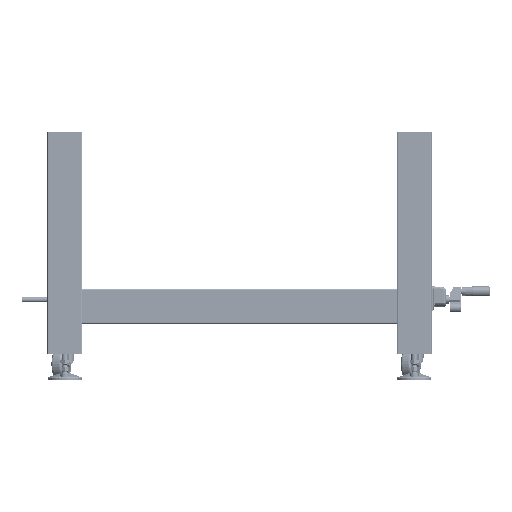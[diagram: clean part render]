
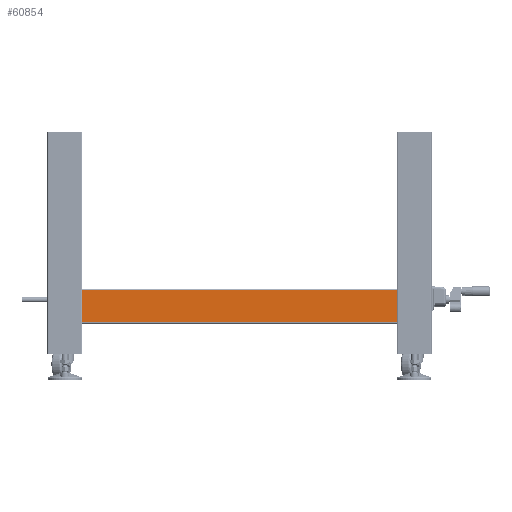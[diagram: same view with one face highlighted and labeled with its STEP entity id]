
A CAD part, front view. The second image highlights one B-rep face of the part: STEP entity #60854.
In plain terms, the highlighted face is planar.
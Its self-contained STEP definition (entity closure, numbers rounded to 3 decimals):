
#3512=PLANE('',#80974);
#8662=LINE('',#126216,#14368);
#8663=LINE('',#126220,#14369);
#8664=LINE('',#126222,#14370);
#8665=LINE('',#126224,#14371);
#14368=VECTOR('',#96323,1000.);
#14369=VECTOR('',#96328,1000.);
#14370=VECTOR('',#96329,1000.);
#14371=VECTOR('',#96330,1000.);
#30122=ORIENTED_EDGE('',*,*,#39707,.F.);
#30123=ORIENTED_EDGE('',*,*,#39708,.F.);
#30124=ORIENTED_EDGE('',*,*,#39709,.T.);
#30125=ORIENTED_EDGE('',*,*,#39705,.T.);
#39705=EDGE_CURVE('',#45860,#45859,#8662,.T.);
#39707=EDGE_CURVE('',#45861,#45859,#8663,.T.);
#39708=EDGE_CURVE('',#45862,#45861,#8664,.T.);
#39709=EDGE_CURVE('',#45862,#45860,#8665,.T.);
#45859=VERTEX_POINT('',#126215);
#45860=VERTEX_POINT('',#126217);
#45861=VERTEX_POINT('',#126221);
#45862=VERTEX_POINT('',#126223);
#52450=EDGE_LOOP('',(#30122,#30123,#30124,#30125));
#56619=FACE_BOUND('',#52450,.T.);
#60854=ADVANCED_FACE('',(#56619),#3512,.T.);
#80974=AXIS2_PLACEMENT_3D('',#126219,#96326,#96327);
#96323=DIRECTION('',(0.,0.,1.));
#96326=DIRECTION('',(1.,0.,0.));
#96327=DIRECTION('',(0.,0.,-1.));
#96328=DIRECTION('',(0.,1.,0.));
#96329=DIRECTION('',(0.,0.,1.));
#96330=DIRECTION('',(0.,1.,0.));
#126215=CARTESIAN_POINT('',(20.,37.,800.));
#126216=CARTESIAN_POINT('',(20.,37.,-10.));
#126217=CARTESIAN_POINT('',(20.,37.,80.));
#126219=CARTESIAN_POINT('',(20.,-37.,-10.));
#126220=CARTESIAN_POINT('',(20.,-37.,800.));
#126221=CARTESIAN_POINT('',(20.,-37.,800.));
#126222=CARTESIAN_POINT('',(20.,-37.,-10.));
#126223=CARTESIAN_POINT('',(20.,-37.,80.));
#126224=CARTESIAN_POINT('',(20.,-37.,80.));
